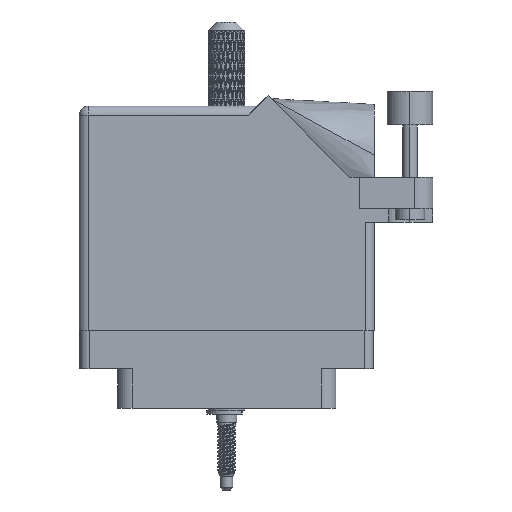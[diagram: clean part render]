
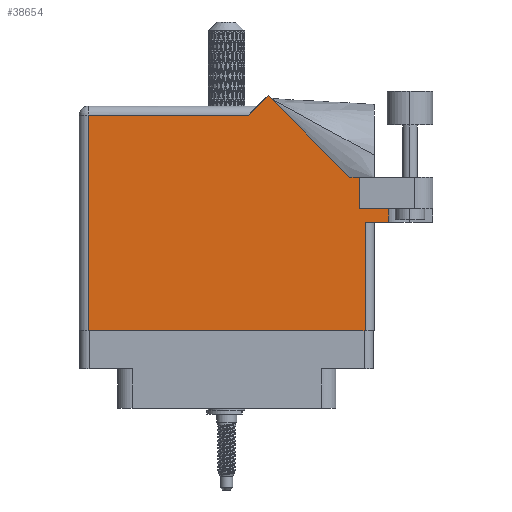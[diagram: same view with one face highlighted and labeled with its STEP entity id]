
A CAD part, front view. The second image highlights one B-rep face of the part: STEP entity #38654.
In plain terms, the highlighted face is planar.
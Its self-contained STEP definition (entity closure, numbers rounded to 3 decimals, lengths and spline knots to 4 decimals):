
#107 = VERTEX_POINT ( 'NONE', #93883 ) ;
#2177 = ORIENTED_EDGE ( 'NONE', *, *, #48629, .T. ) ;
#3163 = LINE ( 'NONE', #52608, #96046 ) ;
#3932 = VECTOR ( 'NONE', #93786, 39.3701 ) ;
#4676 = DIRECTION ( 'NONE',  ( 0., 0., -1. ) ) ;
#4880 = CARTESIAN_POINT ( 'NONE',  ( 1.8444, 1.044, 0. ) ) ;
#7101 = VECTOR ( 'NONE', #82181, 39.3701 ) ;
#8323 = CARTESIAN_POINT ( 'NONE',  ( 1.948, 0.737, 0. ) ) ;
#8781 = VERTEX_POINT ( 'NONE', #84818 ) ;
#9735 = LINE ( 'NONE', #92521, #24471 ) ;
#10568 = ORIENTED_EDGE ( 'NONE', *, *, #27042, .T. ) ;
#11191 = VERTEX_POINT ( 'NONE', #96832 ) ;
#12544 = VERTEX_POINT ( 'NONE', #4880 ) ;
#12835 = LINE ( 'NONE', #22876, #40984 ) ;
#15868 = VERTEX_POINT ( 'NONE', #92713 ) ;
#16721 = CARTESIAN_POINT ( 'NONE',  ( 1.155, 1.468, 0. ) ) ;
#19404 = EDGE_CURVE ( 'NONE', #56183, #68493, #78338, .T. ) ;
#21571 = FACE_OUTER_BOUND ( 'NONE', #89140, .T. ) ;
#22077 = CARTESIAN_POINT ( 'NONE',  ( 0., 1.468, 0. ) ) ;
#22876 = CARTESIAN_POINT ( 'NONE',  ( 0.062, 0., 0. ) ) ;
#23097 = LINE ( 'NONE', #27178, #38974 ) ;
#23634 = CARTESIAN_POINT ( 'NONE',  ( 2.01, 0.737, 0. ) ) ;
#24471 = VECTOR ( 'NONE', #46410, 39.3701 ) ;
#24491 = DIRECTION ( 'NONE',  ( 1., 0., 0. ) ) ;
#25586 = EDGE_CURVE ( 'NONE', #15868, #107, #12835, .T. ) ;
#26000 = CARTESIAN_POINT ( 'NONE',  ( 2.1115, 0.737, 0. ) ) ;
#27042 = EDGE_CURVE ( 'NONE', #59485, #15868, #60271, .T. ) ;
#27178 = CARTESIAN_POINT ( 'NONE',  ( 1.948, 0.737, 0. ) ) ;
#28617 = CARTESIAN_POINT ( 'NONE',  ( 0., 1.53, 0. ) ) ;
#31284 = CARTESIAN_POINT ( 'NONE',  ( 1.91, 0.831, 0. ) ) ;
#31890 = VECTOR ( 'NONE', #88003, 39.3701 ) ;
#32124 = ORIENTED_EDGE ( 'NONE', *, *, #40052, .T. ) ;
#35434 = CARTESIAN_POINT ( 'NONE',  ( 1.91, 0.831, 0. ) ) ;
#37292 = CARTESIAN_POINT ( 'NONE',  ( 1.217, 1.53, 0. ) ) ;
#38654 = ADVANCED_FACE ( 'NONE', ( #21571 ), #99293, .F. ) ;
#38974 = VECTOR ( 'NONE', #41821, 39.3701 ) ;
#39370 = CARTESIAN_POINT ( 'NONE',  ( 1.91, 1.044, 0. ) ) ;
#40052 = EDGE_CURVE ( 'NONE', #107, #81446, #92201, .T. ) ;
#40836 = VECTOR ( 'NONE', #24491, 39.3701 ) ;
#40984 = VECTOR ( 'NONE', #52958, 39.3701 ) ;
#41821 = DIRECTION ( 'NONE',  ( 0., 1., 0. ) ) ;
#42476 = EDGE_CURVE ( 'NONE', #61678, #69431, #3163, .T. ) ;
#44746 = DIRECTION ( 'NONE',  ( 0., 1., 0. ) ) ;
#46410 = DIRECTION ( 'NONE',  ( -1., 0., 0. ) ) ;
#46967 = EDGE_CURVE ( 'NONE', #61678, #11191, #61337, .T. ) ;
#48006 = EDGE_CURVE ( 'NONE', #12544, #8781, #62461, .T. ) ;
#48629 = EDGE_CURVE ( 'NONE', #69431, #12544, #9735, .T. ) ;
#50052 = CARTESIAN_POINT ( 'NONE',  ( 2.1115, 1.1618, 0. ) ) ;
#52482 = DIRECTION ( 'NONE',  ( -1., 0., 0. ) ) ;
#52608 = CARTESIAN_POINT ( 'NONE',  ( 1.91, 0.831, 0. ) ) ;
#52958 = DIRECTION ( 'NONE',  ( 0., -1., 0. ) ) ;
#53168 = DIRECTION ( 'NONE',  ( -1., 0., 0. ) ) ;
#53800 = VECTOR ( 'NONE', #78293, 39.3701 ) ;
#54771 = AXIS2_PLACEMENT_3D ( 'NONE', #28617, #4676, #52482 ) ;
#56183 = VERTEX_POINT ( 'NONE', #8323 ) ;
#57853 = VECTOR ( 'NONE', #100166, 39.3701 ) ;
#59485 = VERTEX_POINT ( 'NONE', #16721 ) ;
#60271 = LINE ( 'NONE', #22077, #63930 ) ;
#61337 = LINE ( 'NONE', #31284, #3932 ) ;
#61451 = LINE ( 'NONE', #37292, #57853 ) ;
#61678 = VERTEX_POINT ( 'NONE', #35434 ) ;
#62385 = CARTESIAN_POINT ( 'NONE',  ( 0., 0., 0. ) ) ;
#62461 = LINE ( 'NONE', #65035, #31890 ) ;
#63353 = ORIENTED_EDGE ( 'NONE', *, *, #42476, .T. ) ;
#63930 = VECTOR ( 'NONE', #53168, 39.3701 ) ;
#65035 = CARTESIAN_POINT ( 'NONE',  ( 1.8444, 1.044, 0. ) ) ;
#66886 = EDGE_CURVE ( 'NONE', #8781, #59485, #61451, .T. ) ;
#68004 = ORIENTED_EDGE ( 'NONE', *, *, #97681, .T. ) ;
#68493 = VERTEX_POINT ( 'NONE', #26000 ) ;
#69431 = VERTEX_POINT ( 'NONE', #39370 ) ;
#70931 = LINE ( 'NONE', #50052, #7101 ) ;
#71239 = ORIENTED_EDGE ( 'NONE', *, *, #48006, .T. ) ;
#73434 = ORIENTED_EDGE ( 'NONE', *, *, #19404, .T. ) ;
#78293 = DIRECTION ( 'NONE',  ( 1., 0., 0. ) ) ;
#78338 = LINE ( 'NONE', #23634, #53800 ) ;
#81446 = VERTEX_POINT ( 'NONE', #100010 ) ;
#82181 = DIRECTION ( 'NONE',  ( 0., -1., 0. ) ) ;
#82328 = ORIENTED_EDGE ( 'NONE', *, *, #66886, .T. ) ;
#84818 = CARTESIAN_POINT ( 'NONE',  ( 1.2877, 1.6007, 0. ) ) ;
#88003 = DIRECTION ( 'NONE',  ( -0.707, 0.707, 0. ) ) ;
#89140 = EDGE_LOOP ( 'NONE', ( #32124, #68004, #73434, #100975, #98011, #63353, #2177, #71239, #82328, #10568, #98721 ) ) ;
#92201 = LINE ( 'NONE', #62385, #40836 ) ;
#92521 = CARTESIAN_POINT ( 'NONE',  ( 2.41, 1.044, 0. ) ) ;
#92713 = CARTESIAN_POINT ( 'NONE',  ( 0.062, 1.468, 0. ) ) ;
#93786 = DIRECTION ( 'NONE',  ( 1., 0., 0. ) ) ;
#93883 = CARTESIAN_POINT ( 'NONE',  ( 0.062, 0., 0. ) ) ;
#96046 = VECTOR ( 'NONE', #44746, 39.3701 ) ;
#96832 = CARTESIAN_POINT ( 'NONE',  ( 2.1115, 0.831, 0. ) ) ;
#97681 = EDGE_CURVE ( 'NONE', #81446, #56183, #23097, .T. ) ;
#98011 = ORIENTED_EDGE ( 'NONE', *, *, #46967, .F. ) ;
#98721 = ORIENTED_EDGE ( 'NONE', *, *, #25586, .T. ) ;
#99293 = PLANE ( 'NONE',  #54771 ) ;
#100010 = CARTESIAN_POINT ( 'NONE',  ( 1.948, 0., 0. ) ) ;
#100166 = DIRECTION ( 'NONE',  ( -0.707, -0.707, 0. ) ) ;
#100540 = EDGE_CURVE ( 'NONE', #11191, #68493, #70931, .T. ) ;
#100975 = ORIENTED_EDGE ( 'NONE', *, *, #100540, .F. ) ;
